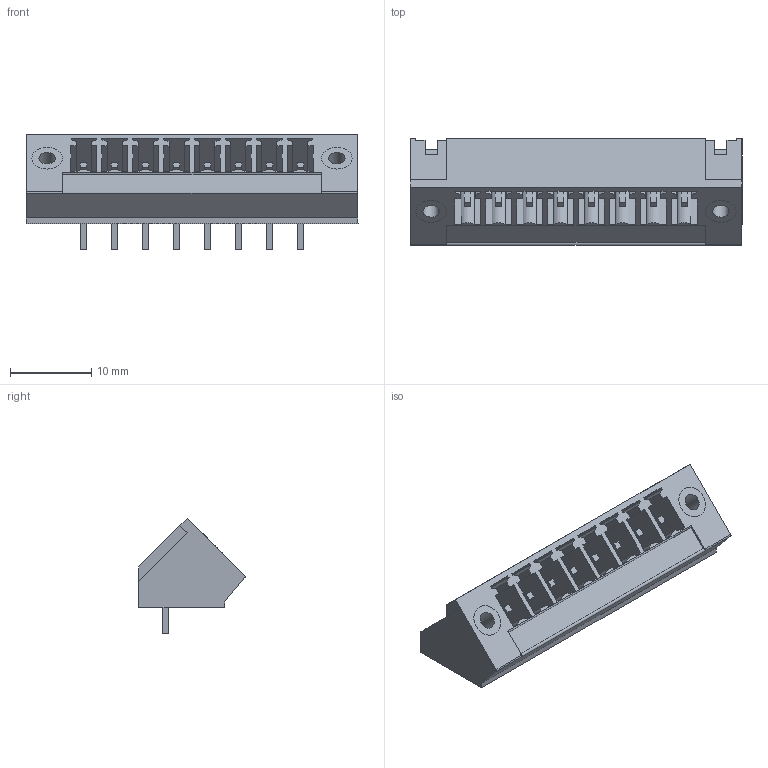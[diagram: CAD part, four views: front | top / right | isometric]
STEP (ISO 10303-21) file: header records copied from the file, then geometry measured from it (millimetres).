
FILE_DESCRIPTION(('CATIA V5 STEP Exchange','CAx-IF Rec.Pracs.--- Model Styling and Organization---1.2---2011-12-15'),'2;1');
FILE_NAME ('D1460943_0', '2018-04-23T07:49:27+00:00', ('none'), ('Weidmueller'), 'CATIA Version 5-6 Release 2014', 'CATIA V5 STEP AP214', 'none');
FILE_SCHEMA(('AUTOMOTIVE_DESIGN { 1 0 10303 214 1 1 1 1 }'));
Length unit declared in the file: millimetre
Products named in the file (1): 1976800000
Bounding box: 40.87 x 13.1 x 14.2 mm (x, y, z)
Volume: 1961.3 mm3; surface area: 4702.8 mm2
Topology: 11 solids, 11 shells, 429 faces, 1209 edges, 810 vertices
Faces by surface type: plane 379, cylinder 50
Entity records: 13455 total; most frequent: ORIENTED_EDGE 2418, CARTESIAN_POINT 2375, DIRECTION 1834, EDGE_CURVE 1209, VECTOR 1109, LINE 1109, VERTEX_POINT 810, EDGE_LOOP 465
